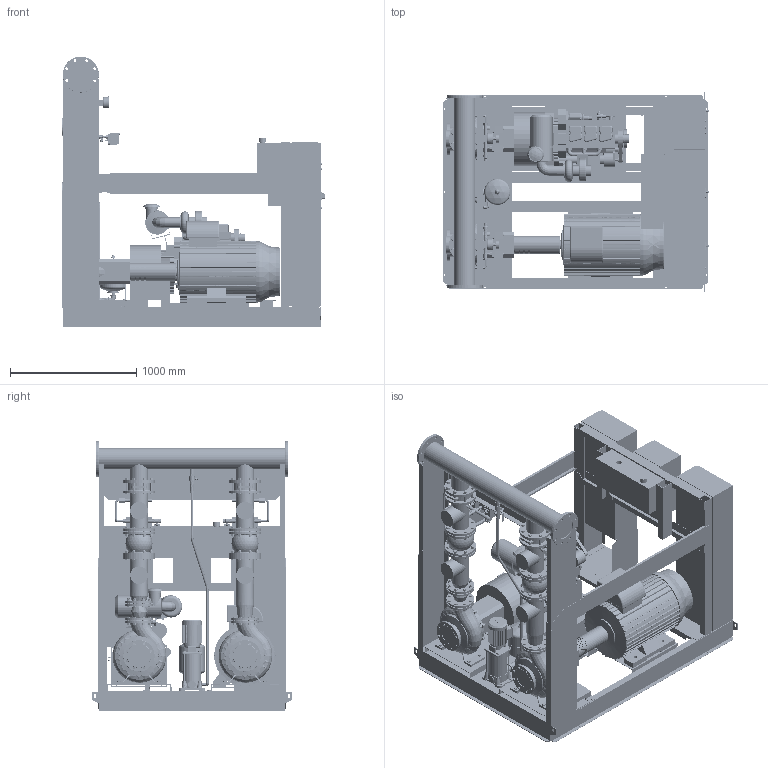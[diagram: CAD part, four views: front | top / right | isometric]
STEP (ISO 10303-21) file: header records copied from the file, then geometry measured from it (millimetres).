
FILE_DESCRIPTION((''),'2;1');
FILE_NAME('3d_Sifire-EN-100_250-233-55_66_1.1EDJ-4184048.stp','2015-05-26T08:09:33',(''),(''),'Mechanical Desktop 2009','Mechanical Desktop 2009',', , ');
FILE_SCHEMA(('CONFIG_CONTROL_DESIGN'));
Length unit declared in the file: millimetre
Products named in the file (1): Product
Bounding box: 2105.5 x 1582 x 2142.5 mm (x, y, z)
Volume: 804798061.1 mm3; surface area: 46845756.1 mm2
Topology: 354 solids, 355 shells, 8439 faces, 20275 edges, 12733 vertices
Faces by surface type: plane 3011, bspline 2454, cylinder 1744, cone 996, torus 197, sphere 37
Full cylindrical faces by diameter (mm): 309 x2
Entity records: 267850 total; most frequent: CARTESIAN_POINT 83375, ORIENTED_EDGE 40474, DIRECTION 35510, EDGE_CURVE 20237, VERTEX_POINT 12730, AXIS2_PLACEMENT_3D 12645, VECTOR 10220, LINE 10220
